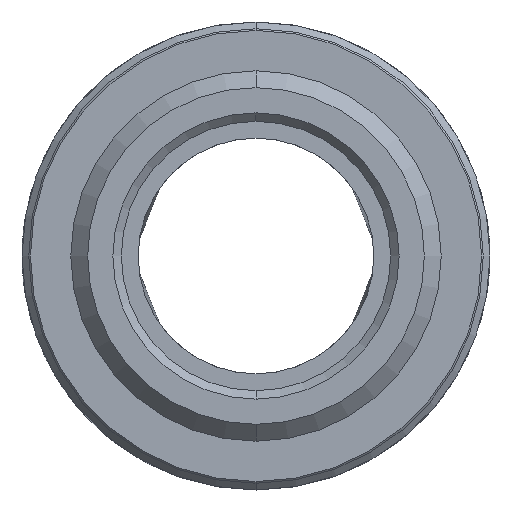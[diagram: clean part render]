
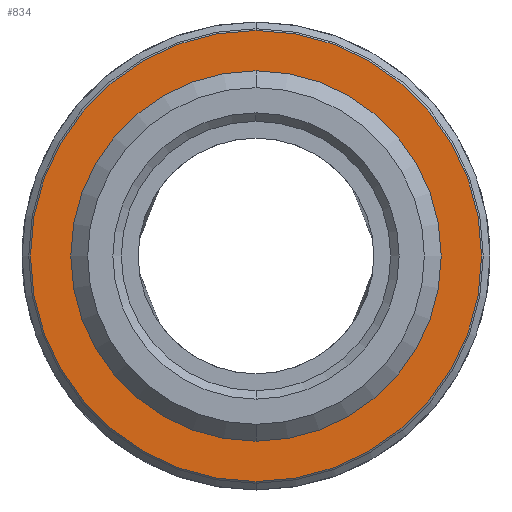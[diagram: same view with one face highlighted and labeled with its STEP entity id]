
A CAD part, front view. The second image highlights one B-rep face of the part: STEP entity #834.
In plain terms, the highlighted free-form (B-spline) face has degree [1, 1] with [2, 2] control points.
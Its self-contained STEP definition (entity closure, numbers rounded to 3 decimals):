
#44 = VERTEX_POINT('',#45);
#45 = CARTESIAN_POINT('',(0.,26.,-5.5));
#53 = EDGE_CURVE('',#54,#44,#56,.T.);
#54 = VERTEX_POINT('',#55);
#55 = CARTESIAN_POINT('',(0.,26.,5.5));
#56 = CIRCLE('',#57,5.5);
#57 = AXIS2_PLACEMENT_3D('',#58,#59,#60);
#58 = CARTESIAN_POINT('',(0.,26.,0.));
#59 = DIRECTION('',(0.,1.,0.));
#60 = DIRECTION('',(0.,-0.,1.));
#797 = VERTEX_POINT('',#798);
#798 = CARTESIAN_POINT('',(0.,26.,-6.7));
#806 = VERTEX_POINT('',#807);
#807 = CARTESIAN_POINT('',(0.,26.,6.7));
#813 = EDGE_CURVE('',#797,#806,#814,.T.);
#814 = CIRCLE('',#815,6.7);
#815 = AXIS2_PLACEMENT_3D('',#816,#817,#818);
#816 = CARTESIAN_POINT('',(0.,26.,0.));
#817 = DIRECTION('',(0.,-1.,0.));
#818 = DIRECTION('',(0.,0.,-1.));
#834 = ADVANCED_FACE('',(#835,#845),#855,.F.);
#835 = FACE_BOUND('',#836,.F.);
#836 = EDGE_LOOP('',(#837,#844));
#837 = ORIENTED_EDGE('',*,*,#838,.F.);
#838 = EDGE_CURVE('',#806,#797,#839,.T.);
#839 = CIRCLE('',#840,6.7);
#840 = AXIS2_PLACEMENT_3D('',#841,#842,#843);
#841 = CARTESIAN_POINT('',(0.,26.,0.));
#842 = DIRECTION('',(0.,-1.,0.));
#843 = DIRECTION('',(0.,0.,1.));
#844 = ORIENTED_EDGE('',*,*,#813,.F.);
#845 = FACE_BOUND('',#846,.F.);
#846 = EDGE_LOOP('',(#847,#848));
#847 = ORIENTED_EDGE('',*,*,#53,.F.);
#848 = ORIENTED_EDGE('',*,*,#849,.T.);
#849 = EDGE_CURVE('',#54,#44,#850,.T.);
#850 = CIRCLE('',#851,5.5);
#851 = AXIS2_PLACEMENT_3D('',#852,#853,#854);
#852 = CARTESIAN_POINT('',(0.,26.,0.));
#853 = DIRECTION('',(0.,-1.,0.));
#854 = DIRECTION('',(0.,0.,1.));
#855 = B_SPLINE_SURFACE_WITH_KNOTS('',1,1,(
    (#856,#857)
    ,(#858,#859
    )),.UNSPECIFIED.,.F.,.F.,.F.,(2,2),(2,2),(-6.968,6.968),(-6.968,
    6.968),.PIECEWISE_BEZIER_KNOTS.);
#856 = CARTESIAN_POINT('',(6.968,26.,6.968));
#857 = CARTESIAN_POINT('',(-6.968,26.,6.968));
#858 = CARTESIAN_POINT('',(6.968,26.,-6.968));
#859 = CARTESIAN_POINT('',(-6.968,26.,-6.968));
